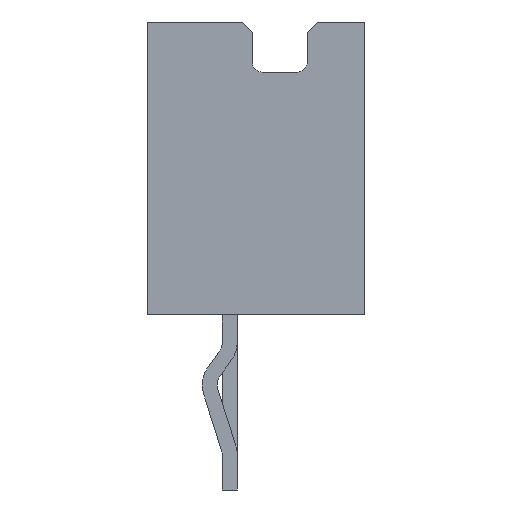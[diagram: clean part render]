
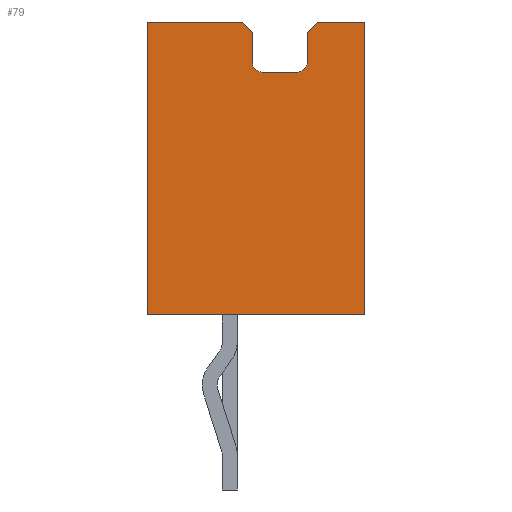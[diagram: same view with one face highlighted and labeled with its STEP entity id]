
A CAD part, left-side view. The second image highlights one B-rep face of the part: STEP entity #79.
In plain terms, the highlighted planar face has unit normal (-1, 0, 0).
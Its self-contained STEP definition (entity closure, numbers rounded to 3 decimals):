
#79=ADVANCED_FACE('',(#369),#370,.T.);
#369=FACE_OUTER_BOUND('',#906,.T.);
#370=PLANE('',#907);
#906=EDGE_LOOP('',(#1609,#1610,#1611,#1612,#1613,#1614,#1615,#1616,#1617,#1618,#1619,#1620));
#907=AXIS2_PLACEMENT_3D('',#1621,#1622,#1623);
#1609=ORIENTED_EDGE('',*,*,#3633,.F.);
#1610=ORIENTED_EDGE('',*,*,#3563,.F.);
#1611=ORIENTED_EDGE('',*,*,#3539,.T.);
#1612=ORIENTED_EDGE('',*,*,#3575,.T.);
#1613=ORIENTED_EDGE('',*,*,#3640,.F.);
#1614=ORIENTED_EDGE('',*,*,#3646,.T.);
#1615=ORIENTED_EDGE('',*,*,#3647,.T.);
#1616=ORIENTED_EDGE('',*,*,#3648,.T.);
#1617=ORIENTED_EDGE('',*,*,#3649,.T.);
#1618=ORIENTED_EDGE('',*,*,#3650,.T.);
#1619=ORIENTED_EDGE('',*,*,#3651,.F.);
#1620=ORIENTED_EDGE('',*,*,#3645,.T.);
#1621=CARTESIAN_POINT('',(-5.0,2.175,-2.925));
#1622=DIRECTION('',(-1.0,0.0,0.0));
#1623=DIRECTION('',(0.0,0.0,1.0));
#3539=EDGE_CURVE('',#4248,#4245,#4249,.T.);
#3563=EDGE_CURVE('',#4248,#4290,#4291,.T.);
#3575=EDGE_CURVE('',#4245,#4311,#4313,.T.);
#3633=EDGE_CURVE('',#4290,#4418,#4419,.T.);
#3640=EDGE_CURVE('',#4429,#4311,#4431,.T.);
#3645=EDGE_CURVE('',#4435,#4418,#4439,.T.);
#3646=EDGE_CURVE('',#4429,#4440,#4441,.T.);
#3647=EDGE_CURVE('',#4440,#4442,#4443,.T.);
#3648=EDGE_CURVE('',#4442,#4444,#4445,.T.);
#3649=EDGE_CURVE('',#4444,#4446,#4447,.T.);
#3650=EDGE_CURVE('',#4446,#4448,#4449,.T.);
#3651=EDGE_CURVE('',#4435,#4448,#4450,.T.);
#4245=VERTEX_POINT('',#5352);
#4248=VERTEX_POINT('',#5356);
#4249=LINE('',#5357,#5358);
#4290=VERTEX_POINT('',#5422);
#4291=LINE('',#5423,#5424);
#4311=VERTEX_POINT('',#5454);
#4313=LINE('',#5457,#5458);
#4418=VERTEX_POINT('',#5620);
#4419=LINE('',#5621,#5622);
#4429=VERTEX_POINT('',#5635);
#4431=LINE('',#5638,#5639);
#4435=VERTEX_POINT('',#5645);
#4439=LINE('',#5651,#5652);
#4440=VERTEX_POINT('',#5653);
#4441=LINE('',#5654,#5655);
#4442=VERTEX_POINT('',#5656);
#4443=LINE('',#5657,#5658);
#4444=VERTEX_POINT('',#5659);
#4445=CIRCLE('',#5660,0.2);
#4446=VERTEX_POINT('',#5661);
#4447=LINE('',#5662,#5663);
#4448=VERTEX_POINT('',#5664);
#4449=CIRCLE('',#5665,0.2);
#4450=LINE('',#5666,#5667);
#5352=CARTESIAN_POINT('',(-5.0,-2.175,-2.925));
#5356=CARTESIAN_POINT('',(-5.0,2.175,-2.925));
#5357=CARTESIAN_POINT('',(-5.0,2.175,-2.925));
#5358=VECTOR('',#7057,4.35);
#5422=CARTESIAN_POINT('',(-5.0,2.175,2.925));
#5423=CARTESIAN_POINT('',(-5.0,2.175,-2.925));
#5424=VECTOR('',#7081,5.85);
#5454=CARTESIAN_POINT('',(-5.0,-2.175,2.925));
#5457=CARTESIAN_POINT('',(-5.0,-2.175,-2.925));
#5458=VECTOR('',#7093,5.85);
#5620=CARTESIAN_POINT('',(-5.0,0.275,2.925));
#5621=CARTESIAN_POINT('',(-5.0,2.175,2.925));
#5622=VECTOR('',#7151,1.9);
#5635=CARTESIAN_POINT('',(-5.0,-1.225,2.925));
#5638=CARTESIAN_POINT('',(-5.0,-1.225,2.925));
#5639=VECTOR('',#7162,0.95);
#5645=CARTESIAN_POINT('',(-5.0,0.075,2.725));
#5651=CARTESIAN_POINT('',(-5.0,0.075,2.725));
#5652=VECTOR('',#7167,0.283);
#5653=CARTESIAN_POINT('',(-5.0,-1.025,2.725));
#5654=CARTESIAN_POINT('',(-5.0,-1.225,2.925));
#5655=VECTOR('',#7168,0.283);
#5656=CARTESIAN_POINT('',(-5.0,-1.025,2.125));
#5657=CARTESIAN_POINT('',(-5.0,-1.025,2.725));
#5658=VECTOR('',#7169,0.6);
#5659=CARTESIAN_POINT('',(-5.0,-0.825,1.925));
#5660=AXIS2_PLACEMENT_3D('',#7170,#7171,#7172);
#5661=CARTESIAN_POINT('',(-5.0,-0.125,1.925));
#5662=CARTESIAN_POINT('',(-5.0,-0.825,1.925));
#5663=VECTOR('',#7173,0.7);
#5664=CARTESIAN_POINT('',(-5.0,0.075,2.125));
#5665=AXIS2_PLACEMENT_3D('',#7174,#7175,#7176);
#5666=CARTESIAN_POINT('',(-5.0,0.075,2.725));
#5667=VECTOR('',#7177,0.6);
#7057=DIRECTION('',(0.0,-1.0,0.0));
#7081=DIRECTION('',(0.0,0.0,1.0));
#7093=DIRECTION('',(0.0,0.0,1.0));
#7151=DIRECTION('',(0.0,-1.0,0.0));
#7162=DIRECTION('',(0.0,-1.0,0.0));
#7167=DIRECTION('',(0.0,0.707,0.707));
#7168=DIRECTION('',(0.0,0.707,-0.707));
#7169=DIRECTION('',(0.0,0.0,-1.0));
#7170=CARTESIAN_POINT('',(-5.0,-0.825,2.125));
#7171=DIRECTION('',(1.0,0.0,0.0));
#7172=DIRECTION('',(0.0,-1.0,0.0));
#7173=DIRECTION('',(0.0,1.0,0.0));
#7174=CARTESIAN_POINT('',(-5.0,-0.125,2.125));
#7175=DIRECTION('',(1.0,0.0,0.0));
#7176=DIRECTION('',(0.0,0.0,-1.0));
#7177=DIRECTION('',(0.0,0.0,-1.0));
